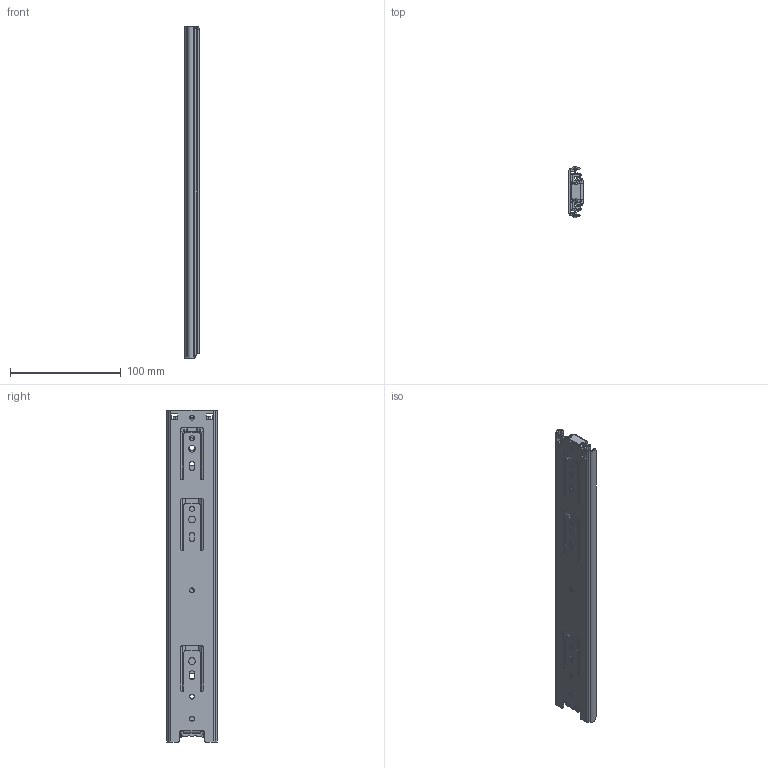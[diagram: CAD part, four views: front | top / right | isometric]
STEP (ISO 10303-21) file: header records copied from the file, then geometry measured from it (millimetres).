
FILE_DESCRIPTION (( 'STEP AP214' ), '1' );
FILE_NAME ('FR 5002.300mm_12inch_CNS_close.STEP', '2022-10-11T14:38:04', ( '' ), ( '' ), 'SwSTEP 2.0', 'SolidWorks 2020', '' );
FILE_SCHEMA (( 'AUTOMOTIVE_DESIGN' ));
Length unit declared in the file: millimetre
Products named in the file (11): 5002.XXX-02.T015_NL  300; 5002.XXX-03.T015_NL  300; FR5002 CNS Detent; FR 5002.300mm_12inch_CNS_close; 5000 MIDDLE STOP NEW; FR 5002 TRIGGER RIVET; FR 5002 TRIGGER; 5002.XXX-01.T015_NL  300
Assembly tree (10 placements, depth 3):
  FR 5002.300mm_12inch_CNS_close
    5002.XXX-01.T015_NL  300
      5002.XXX-01.T015_NL  300
      FR5002 CNS Detent
    5002.XXX-03.T015_NL  300
      5002.XXX-03.T015_NL  300
      FR 5002 TRIGGER
      FR 5002 TRIGGER RIVET
    5002.XXX-02.T015_NL  300
      5002.XXX-02.T015_NL  300
      5000 MIDDLE STOP NEW
Bounding box: 12.7 x 45.7 x 300 mm (x, y, z)
Volume: 53613.3 mm3; surface area: 87740.3 mm2
Topology: 7 solids, 7 shells, 740 faces, 1971 edges, 1241 vertices
Faces by surface type: cylinder 353, plane 345, bspline 32, torus 8, sphere 2
Entity records: 24675 total; most frequent: CARTESIAN_POINT 5583, DIRECTION 4015, ORIENTED_EDGE 3936, EDGE_CURVE 1968, AXIS2_PLACEMENT_3D 1447, VERTEX_POINT 1241, VECTOR 1121, LINE 1121
